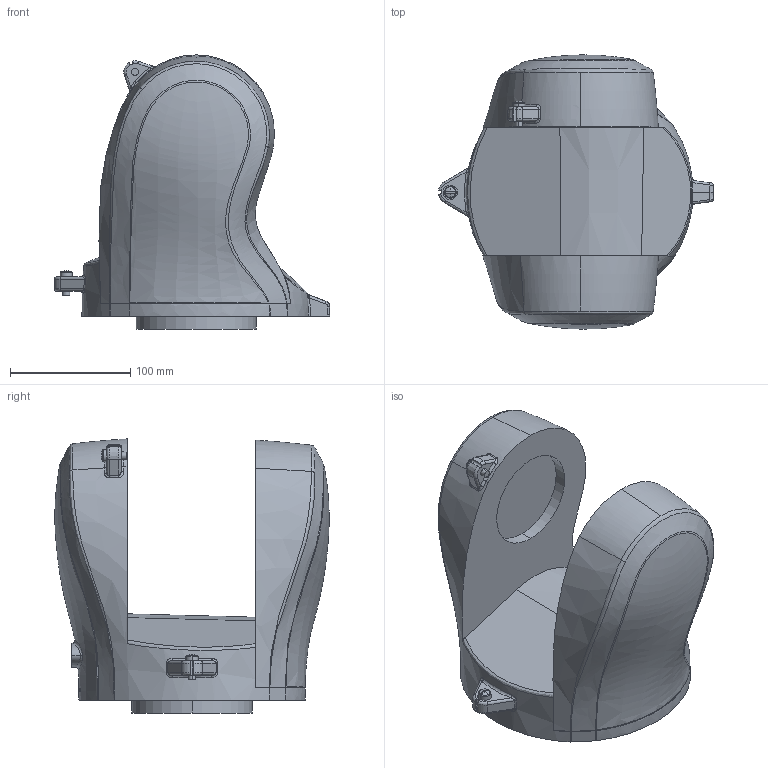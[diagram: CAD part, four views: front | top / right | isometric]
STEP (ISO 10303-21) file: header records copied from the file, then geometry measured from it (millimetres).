
FILE_DESCRIPTION (( 'STEP AP203' ), '1' );
FILE_NAME ('LINK-1_Default_sldprt.STEP', '2022-12-06T19:19:21', ( '' ), ( '' ), 'SwSTEP 2.0', 'SolidWorks 2022', '' );
FILE_SCHEMA (( 'CONFIG_CONTROL_DESIGN' ));
Length unit declared in the file: metre
Products named in the file (1): LINK-1_Default_sldprt
Bounding box: 228.89 x 228.01 x 228 mm (x, y, z)
Volume: 3515425.8 mm3; surface area: 197296.8 mm2
Topology: 1 solids, 1 shells, 323 faces, 753 edges, 447 vertices
Faces by surface type: bspline 153, cylinder 61, plane 59, sphere 25, torus 22, cone 3
Entity records: 23837 total; most frequent: CARTESIAN_POINT 17565, ORIENTED_EDGE 1506, DIRECTION 993, EDGE_CURVE 753, VERTEX_POINT 447, AXIS2_PLACEMENT_3D 447, B_SPLINE_CURVE_WITH_KNOTS 372, EDGE_LOOP 338
